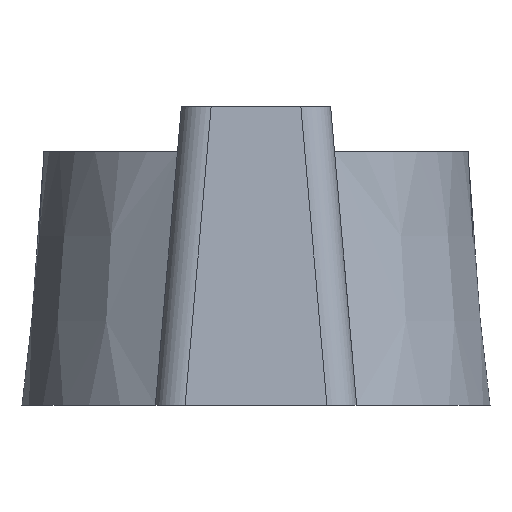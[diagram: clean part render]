
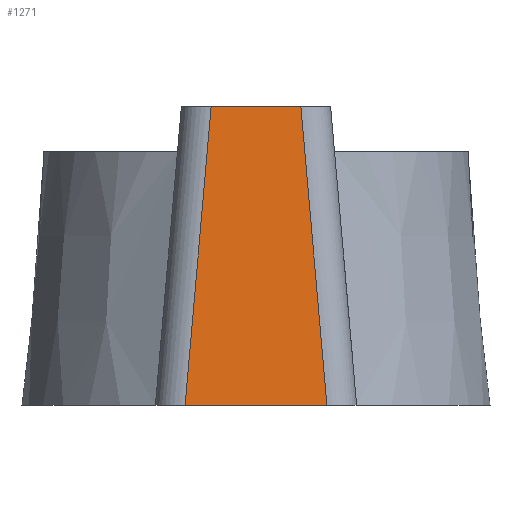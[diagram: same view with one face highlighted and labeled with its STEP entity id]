
A CAD part, front view. The second image highlights one B-rep face of the part: STEP entity #1271.
In plain terms, the highlighted planar face has unit normal (0, -0.996, 0.087).
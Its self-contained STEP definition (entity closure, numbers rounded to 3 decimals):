
#135=PLANE('',#1404);
#202=FACE_OUTER_BOUND('',#276,.T.);
#276=EDGE_LOOP('',(#1149,#1150,#1151,#1152));
#373=LINE('',#2185,#473);
#376=LINE('',#2196,#476);
#377=LINE('',#2199,#477);
#378=LINE('',#2200,#478);
#473=VECTOR('',#1745,10.);
#476=VECTOR('',#1760,10.);
#477=VECTOR('',#1763,10.);
#478=VECTOR('',#1764,10.);
#627=VERTEX_POINT('',#2182);
#628=VERTEX_POINT('',#2184);
#630=VERTEX_POINT('',#2194);
#631=VERTEX_POINT('',#2198);
#805=EDGE_CURVE('',#628,#627,#373,.T.);
#811=EDGE_CURVE('',#628,#630,#376,.T.);
#812=EDGE_CURVE('',#631,#627,#377,.T.);
#813=EDGE_CURVE('',#631,#630,#378,.T.);
#1149=ORIENTED_EDGE('',*,*,#811,.F.);
#1150=ORIENTED_EDGE('',*,*,#805,.T.);
#1151=ORIENTED_EDGE('',*,*,#812,.F.);
#1152=ORIENTED_EDGE('',*,*,#813,.T.);
#1271=ADVANCED_FACE('',(#202),#135,.T.);
#1404=AXIS2_PLACEMENT_3D('',#2197,#1761,#1762);
#1745=DIRECTION('',(-1.,0.,0.));
#1760=DIRECTION('',(0.087,-0.087,-0.992));
#1761=DIRECTION('center_axis',(0.,-0.996,0.087));
#1762=DIRECTION('ref_axis',(-1.,0.,0.));
#1763=DIRECTION('',(0.087,0.087,0.992));
#1764=DIRECTION('',(1.,0.,0.));
#2182=CARTESIAN_POINT('',(152.02,0.313,0.));
#2184=CARTESIAN_POINT('',(158.035,0.313,0.));
#2185=CARTESIAN_POINT('',(160.027,0.313,0.));
#2194=CARTESIAN_POINT('',(159.785,-1.437,-20.));
#2196=CARTESIAN_POINT('',(158.012,0.336,0.259));
#2197=CARTESIAN_POINT('Origin',(150.027,0.313,0.));
#2198=CARTESIAN_POINT('',(150.27,-1.437,-20.));
#2199=CARTESIAN_POINT('',(152.082,0.375,0.709));
#2200=CARTESIAN_POINT('',(160.027,-1.437,-20.));
